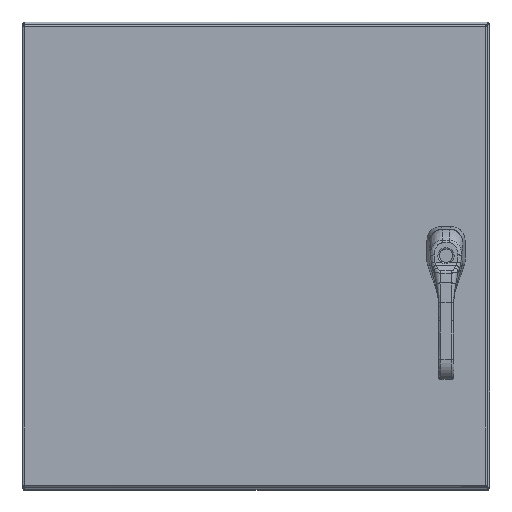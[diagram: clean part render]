
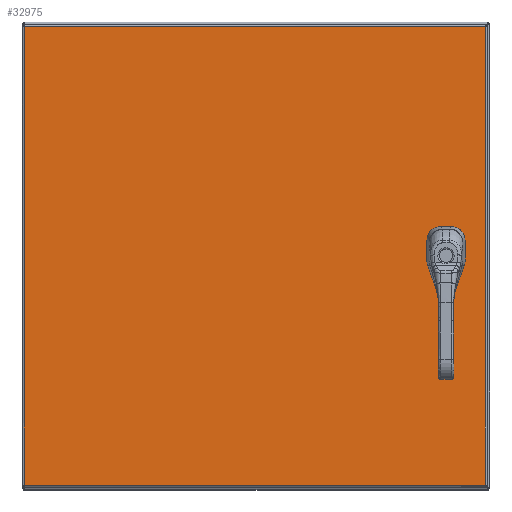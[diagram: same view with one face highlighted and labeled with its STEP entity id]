
A CAD part, top view. The second image highlights one B-rep face of the part: STEP entity #32975.
In plain terms, the highlighted face is planar.
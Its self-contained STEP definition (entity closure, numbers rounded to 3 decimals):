
#2650=FACE_BOUND('',#7367,.T.);
#2651=FACE_BOUND('',#7368,.T.);
#2652=FACE_BOUND('',#7369,.T.);
#2653=FACE_BOUND('',#7370,.T.);
#3011=CIRCLE('',#35155,0.453);
#3013=CIRCLE('',#35159,0.453);
#3015=CIRCLE('',#35163,0.453);
#3017=CIRCLE('',#35167,0.453);
#3019=CIRCLE('',#35171,0.141);
#3021=CIRCLE('',#35174,0.141);
#3023=CIRCLE('',#35177,0.141);
#5123=FACE_OUTER_BOUND('',#7366,.T.);
#7366=EDGE_LOOP('',(#22839,#22840,#22841,#22842));
#7367=EDGE_LOOP('',(#22843,#22844,#22845,#22846,#22847,#22848,#22849,#22850));
#7368=EDGE_LOOP('',(#22851));
#7369=EDGE_LOOP('',(#22852));
#7370=EDGE_LOOP('',(#22853));
#9912=LINE('',#51643,#12083);
#9916=LINE('',#51655,#12087);
#9920=LINE('',#51667,#12091);
#9924=LINE('',#51677,#12095);
#9960=LINE('',#51774,#12131);
#9966=LINE('',#51856,#12137);
#9981=LINE('',#51956,#12152);
#9996=LINE('',#52055,#12167);
#12083=VECTOR('',#39504,0.425);
#12087=VECTOR('',#39516,0.425);
#12091=VECTOR('',#39528,0.425);
#12095=VECTOR('',#39540,0.425);
#12131=VECTOR('',#39620,23.54);
#12137=VECTOR('',#39632,23.665);
#12152=VECTOR('',#39661,23.54);
#12167=VECTOR('',#39690,23.665);
#14254=VERTEX_POINT('',#51634);
#14255=VERTEX_POINT('',#51636);
#14257=VERTEX_POINT('',#51642);
#14259=VERTEX_POINT('',#51648);
#14261=VERTEX_POINT('',#51654);
#14263=VERTEX_POINT('',#51660);
#14265=VERTEX_POINT('',#51666);
#14267=VERTEX_POINT('',#51672);
#14269=VERTEX_POINT('',#51681);
#14271=VERTEX_POINT('',#51686);
#14273=VERTEX_POINT('',#51691);
#14298=VERTEX_POINT('',#51765);
#14299=VERTEX_POINT('',#51773);
#14304=VERTEX_POINT('',#51848);
#14314=VERTEX_POINT('',#51948);
#17393=EDGE_CURVE('',#14255,#14254,#3011,.T.);
#17396=EDGE_CURVE('',#14257,#14255,#9912,.T.);
#17399=EDGE_CURVE('',#14259,#14257,#3013,.T.);
#17402=EDGE_CURVE('',#14261,#14259,#9916,.T.);
#17405=EDGE_CURVE('',#14263,#14261,#3015,.T.);
#17408=EDGE_CURVE('',#14265,#14263,#9920,.T.);
#17411=EDGE_CURVE('',#14267,#14265,#3017,.T.);
#17414=EDGE_CURVE('',#14254,#14267,#9924,.T.);
#17416=EDGE_CURVE('',#14269,#14269,#3019,.T.);
#17418=EDGE_CURVE('',#14271,#14271,#3021,.T.);
#17420=EDGE_CURVE('',#14273,#14273,#3023,.T.);
#17457=EDGE_CURVE('',#14299,#14298,#9960,.T.);
#17467=EDGE_CURVE('',#14298,#14304,#9966,.T.);
#17486=EDGE_CURVE('',#14304,#14314,#9981,.T.);
#17505=EDGE_CURVE('',#14314,#14299,#9996,.T.);
#22839=ORIENTED_EDGE('',*,*,#17457,.T.);
#22840=ORIENTED_EDGE('',*,*,#17467,.T.);
#22841=ORIENTED_EDGE('',*,*,#17486,.T.);
#22842=ORIENTED_EDGE('',*,*,#17505,.T.);
#22843=ORIENTED_EDGE('',*,*,#17393,.T.);
#22844=ORIENTED_EDGE('',*,*,#17414,.T.);
#22845=ORIENTED_EDGE('',*,*,#17411,.T.);
#22846=ORIENTED_EDGE('',*,*,#17408,.T.);
#22847=ORIENTED_EDGE('',*,*,#17405,.T.);
#22848=ORIENTED_EDGE('',*,*,#17402,.T.);
#22849=ORIENTED_EDGE('',*,*,#17399,.T.);
#22850=ORIENTED_EDGE('',*,*,#17396,.T.);
#22851=ORIENTED_EDGE('',*,*,#17416,.T.);
#22852=ORIENTED_EDGE('',*,*,#17418,.T.);
#22853=ORIENTED_EDGE('',*,*,#17420,.T.);
#31599=PLANE('',#35214);
#32975=ADVANCED_FACE('',(#5123,#2650,#2651,#2652,#2653),#31599,.F.);
#35155=AXIS2_PLACEMENT_3D('',#51637,#39498,#39499);
#35159=AXIS2_PLACEMENT_3D('',#51649,#39510,#39511);
#35163=AXIS2_PLACEMENT_3D('',#51661,#39522,#39523);
#35167=AXIS2_PLACEMENT_3D('',#51673,#39534,#39535);
#35171=AXIS2_PLACEMENT_3D('',#51682,#39545,#39546);
#35174=AXIS2_PLACEMENT_3D('',#51687,#39551,#39552);
#35177=AXIS2_PLACEMENT_3D('',#51692,#39557,#39558);
#35214=AXIS2_PLACEMENT_3D('',#52141,#39715,#39716);
#39498=DIRECTION('center_axis',(0.,0.,1.));
#39499=DIRECTION('ref_axis',(-0.469,-0.883,0.));
#39504=DIRECTION('',(0.,1.,0.));
#39510=DIRECTION('center_axis',(0.,0.,1.));
#39511=DIRECTION('ref_axis',(-0.883,0.469,0.));
#39516=DIRECTION('',(1.,0.,0.));
#39522=DIRECTION('center_axis',(0.,0.,1.));
#39523=DIRECTION('ref_axis',(0.469,0.883,0.));
#39528=DIRECTION('',(0.,-1.,0.));
#39534=DIRECTION('center_axis',(0.,0.,1.));
#39535=DIRECTION('ref_axis',(0.883,-0.469,0.));
#39540=DIRECTION('',(-1.,0.,0.));
#39545=DIRECTION('center_axis',(0.,0.,1.));
#39546=DIRECTION('ref_axis',(1.,0.,0.));
#39551=DIRECTION('center_axis',(0.,0.,1.));
#39552=DIRECTION('ref_axis',(1.,0.,0.));
#39557=DIRECTION('center_axis',(0.,0.,1.));
#39558=DIRECTION('ref_axis',(1.,0.,0.));
#39620=DIRECTION('',(0.,-1.,0.));
#39632=DIRECTION('',(-1.,0.,0.));
#39661=DIRECTION('',(0.,1.,0.));
#39690=DIRECTION('',(1.,0.,0.));
#39715=DIRECTION('center_axis',(0.,0.,1.));
#39716=DIRECTION('ref_axis',(1.,0.,0.));
#51634=CARTESIAN_POINT('',(2.338,12.275,0.));
#51636=CARTESIAN_POINT('',(2.525,12.088,0.));
#51637=CARTESIAN_POINT('Origin',(2.125,11.875,0.));
#51642=CARTESIAN_POINT('',(2.525,11.662,0.));
#51643=CARTESIAN_POINT('',(2.525,11.981,0.));
#51648=CARTESIAN_POINT('',(2.338,11.475,0.));
#51649=CARTESIAN_POINT('Origin',(2.125,11.875,0.));
#51654=CARTESIAN_POINT('',(1.912,11.475,0.));
#51655=CARTESIAN_POINT('',(7.138,11.475,0.));
#51660=CARTESIAN_POINT('',(1.725,11.662,0.));
#51661=CARTESIAN_POINT('Origin',(2.125,11.875,0.));
#51666=CARTESIAN_POINT('',(1.725,12.088,0.));
#51667=CARTESIAN_POINT('',(1.725,11.769,0.));
#51672=CARTESIAN_POINT('',(1.912,12.275,0.));
#51673=CARTESIAN_POINT('Origin',(2.125,11.875,0.));
#51677=CARTESIAN_POINT('',(6.925,12.275,0.));
#51681=CARTESIAN_POINT('',(1.985,10.497,0.));
#51682=CARTESIAN_POINT('Origin',(2.125,10.497,0.));
#51686=CARTESIAN_POINT('',(1.985,10.989,0.));
#51687=CARTESIAN_POINT('Origin',(2.125,10.989,0.));
#51691=CARTESIAN_POINT('',(1.985,12.76,0.));
#51692=CARTESIAN_POINT('Origin',(2.125,12.76,0.));
#51765=CARTESIAN_POINT('',(23.77,0.105,0.));
#51773=CARTESIAN_POINT('',(23.77,23.645,0.));
#51774=CARTESIAN_POINT('',(23.77,17.76,0.));
#51848=CARTESIAN_POINT('',(0.105,0.105,0.));
#51856=CARTESIAN_POINT('',(17.854,0.105,0.));
#51948=CARTESIAN_POINT('',(0.105,23.645,0.));
#51956=CARTESIAN_POINT('',(0.105,5.99,0.));
#52055=CARTESIAN_POINT('',(6.021,23.645,0.));
#52141=CARTESIAN_POINT('Origin',(11.938,11.875,0.));
